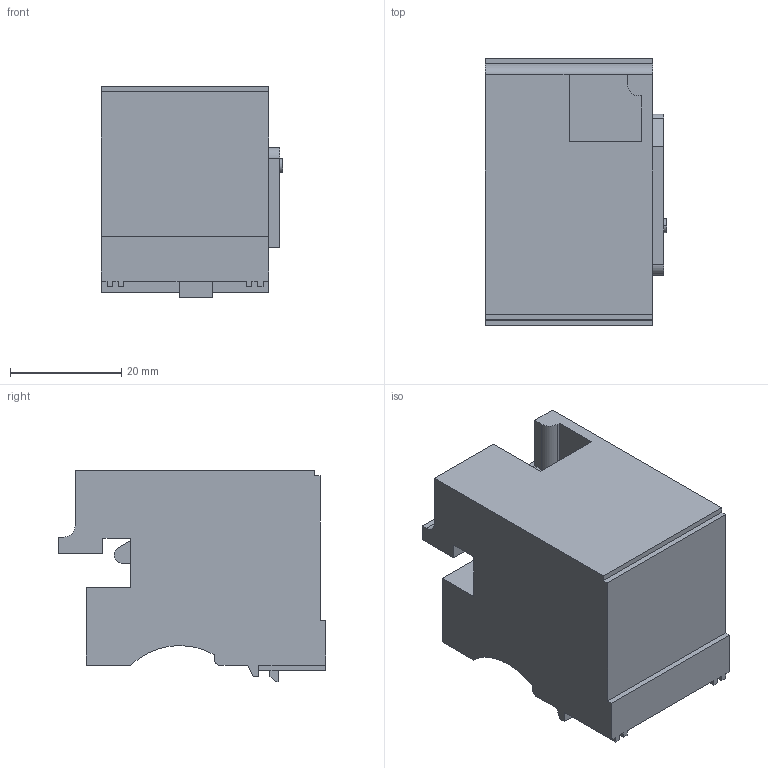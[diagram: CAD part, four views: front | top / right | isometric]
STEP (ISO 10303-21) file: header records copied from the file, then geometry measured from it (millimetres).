
FILE_DESCRIPTION (( 'STEP AP214' ), '1' );
FILE_NAME ('Ðàñöåïèòåëü ìèíèìàëüíîãî íàïðÿæåíèÿ ê ÂÀ-99Ñ (Compact NS) MN 100-630À EKF PROxima.STEP', '2016-12-19T19:26:32', ( '' ), ( '' ), 'SwSTEP 2.0', 'SolidWorks 2014', '' );
FILE_SCHEMA (( 'AUTOMOTIVE_DESIGN' ));
Length unit declared in the file: millimetre
Products named in the file (1): Ðàñöåïèòåëü ìèíèìàëüíîãî íàïðÿæåíèÿ ê ÂÀ-99Ñ (Compact NS) MN 100-630À EKF PROxima
Bounding box: 32.5 x 48 x 38 mm (x, y, z)
Volume: 41464.3 mm3; surface area: 9322.5 mm2
Topology: 2 solids, 2 shells, 82 faces, 224 edges, 148 vertices
Faces by surface type: plane 68, cylinder 14
Entity records: 2607 total; most frequent: CARTESIAN_POINT 455, ORIENTED_EDGE 448, DIRECTION 418, EDGE_CURVE 224, VECTOR 196, LINE 196, VERTEX_POINT 148, AXIS2_PLACEMENT_3D 111
